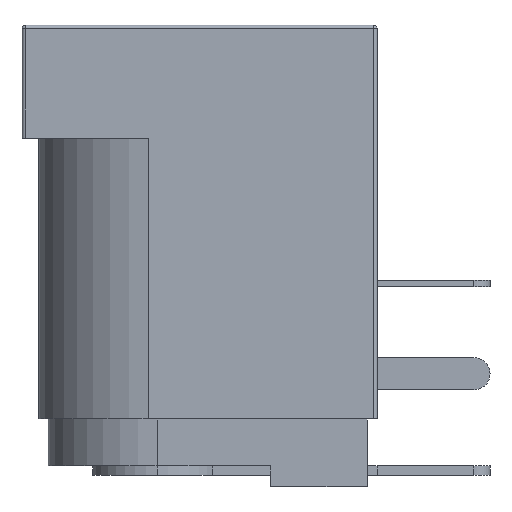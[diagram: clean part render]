
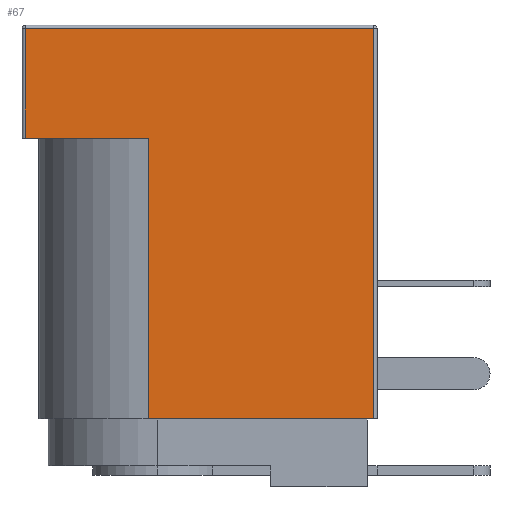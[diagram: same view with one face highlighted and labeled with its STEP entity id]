
A CAD part, left-side view. The second image highlights one B-rep face of the part: STEP entity #67.
In plain terms, the highlighted planar face has unit normal (-1, 0, 0).
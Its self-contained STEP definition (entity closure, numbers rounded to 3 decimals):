
#67=ADVANCED_FACE('',(#610),#611,.T.);
#610=FACE_OUTER_BOUND('',#1674,.T.);
#611=PLANE('',#1675);
#1674=EDGE_LOOP('',(#2845,#2846,#2847,#2848,#2849,#2850));
#1675=AXIS2_PLACEMENT_3D('',#2851,#2852,#2853);
#2845=ORIENTED_EDGE('',*,*,#7240,.T.);
#2846=ORIENTED_EDGE('',*,*,#7241,.T.);
#2847=ORIENTED_EDGE('',*,*,#7242,.T.);
#2848=ORIENTED_EDGE('',*,*,#7243,.F.);
#2849=ORIENTED_EDGE('',*,*,#7244,.T.);
#2850=ORIENTED_EDGE('',*,*,#7239,.F.);
#2851=CARTESIAN_POINT('',(-4.5,5.5,0.0));
#2852=DIRECTION('',(-1.0,0.0,0.0));
#2853=DIRECTION('',(0.0,0.0,1.0));
#7239=EDGE_CURVE('',#8756,#8754,#8758,.T.);
#7240=EDGE_CURVE('',#8756,#8759,#8760,.T.);
#7241=EDGE_CURVE('',#8759,#8761,#8762,.T.);
#7242=EDGE_CURVE('',#8761,#8763,#8764,.T.);
#7243=EDGE_CURVE('',#8765,#8763,#8766,.T.);
#7244=EDGE_CURVE('',#8765,#8754,#8767,.T.);
#8754=VERTEX_POINT('',#11209);
#8756=VERTEX_POINT('',#11211);
#8758=LINE('',#11213,#11214);
#8759=VERTEX_POINT('',#11215);
#8760=LINE('',#11216,#11217);
#8761=VERTEX_POINT('',#11218);
#8762=LINE('',#11219,#11220);
#8763=VERTEX_POINT('',#11221);
#8764=LINE('',#11222,#11223);
#8765=VERTEX_POINT('',#11224);
#8766=LINE('',#11225,#11226);
#8767=LINE('',#11227,#11228);
#11209=CARTESIAN_POINT('',(-4.5,-5.4,-0.1));
#11211=CARTESIAN_POINT('',(-4.5,5.4,-0.1));
#11213=CARTESIAN_POINT('',(-4.5,5.4,-0.1));
#11214=VECTOR('',#15015,10.8);
#11215=CARTESIAN_POINT('',(-4.5,5.4,-3.5));
#11216=CARTESIAN_POINT('',(-4.5,5.4,-0.1));
#11217=VECTOR('',#15016,3.4);
#11218=CARTESIAN_POINT('',(-4.5,1.592,-3.5));
#11219=CARTESIAN_POINT('',(-4.5,5.4,-3.5));
#11220=VECTOR('',#15017,3.808);
#11221=CARTESIAN_POINT('',(-4.5,1.592,-12.2));
#11222=CARTESIAN_POINT('',(-4.5,1.592,-3.5));
#11223=VECTOR('',#15018,8.7);
#11224=CARTESIAN_POINT('',(-4.5,-5.4,-12.2));
#11225=CARTESIAN_POINT('',(-4.5,-5.4,-12.2));
#11226=VECTOR('',#15019,6.992);
#11227=CARTESIAN_POINT('',(-4.5,-5.4,-12.2));
#11228=VECTOR('',#15020,12.1);
#15015=DIRECTION('',(0.0,-1.0,0.0));
#15016=DIRECTION('',(0.0,0.0,-1.0));
#15017=DIRECTION('',(0.0,-1.0,0.0));
#15018=DIRECTION('',(0.0,0.0,-1.0));
#15019=DIRECTION('',(0.0,1.0,0.0));
#15020=DIRECTION('',(0.0,0.0,1.0));
